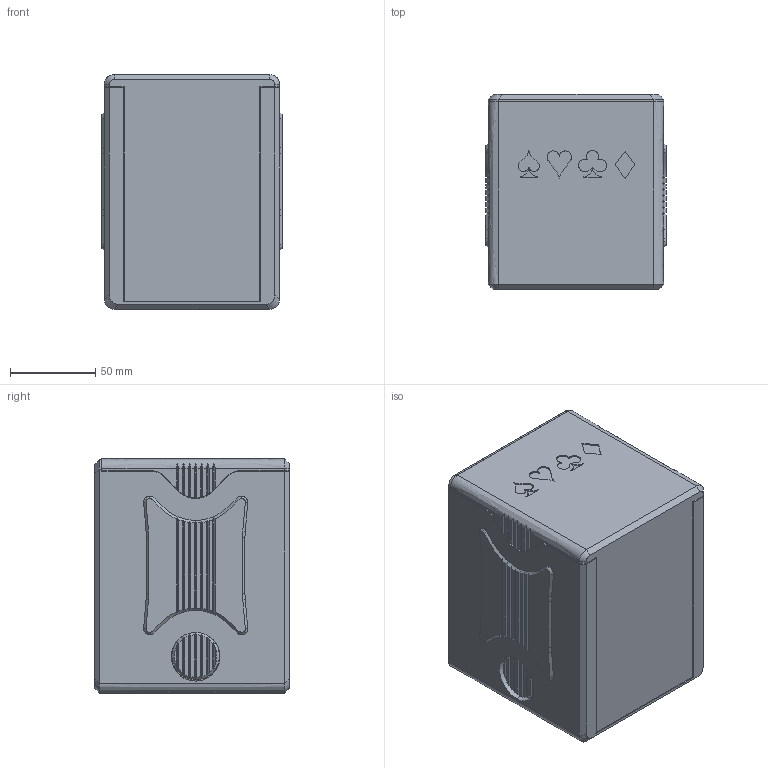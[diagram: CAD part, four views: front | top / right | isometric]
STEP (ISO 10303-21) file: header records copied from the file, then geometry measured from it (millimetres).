
FILE_DESCRIPTION(('FreeCAD Model'),'2;1');
FILE_NAME('Open CASCADE Shape Model','2025-05-03T20:58:52',('FreeCAD'),( 'FreeCAD'),'Open CASCADE STEP processor 7.6','FreeCAD','Unknown');
FILE_SCHEMA(('AUTOMOTIVE_DESIGN { 1 0 10303 214 1 1 1 1 }'));
Length unit declared in the file: millimetre
Products named in the file (1): Open CASCADE STEP translator 7.6 1
Bounding box: 105.4 x 113.94 x 137.18 mm (x, y, z)
Volume: 438515.4 mm3; surface area: 204324.8 mm2
Topology: 2 solids, 2 shells, 414 faces, 1206 edges, 799 vertices
Faces by surface type: bspline 414
Entity records: 12905 total; most frequent: CARTESIAN_POINT 6123, ORIENTED_EDGE 2412, EDGE_CURVE 1206, B_SPLINE_CURVE_WITH_KNOTS 803, VERTEX_POINT 799, FACE_BOUND 429, EDGE_LOOP 429, ADVANCED_FACE 414
